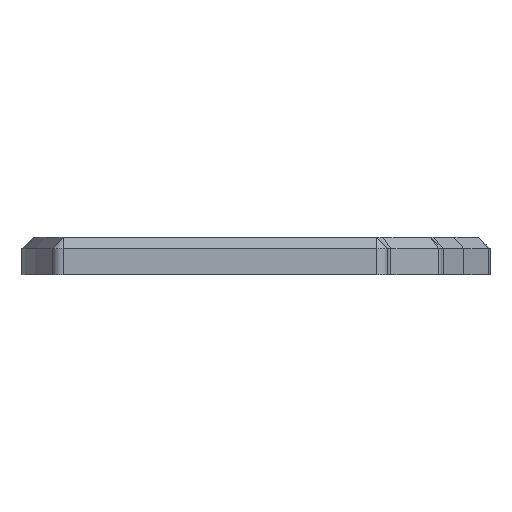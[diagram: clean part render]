
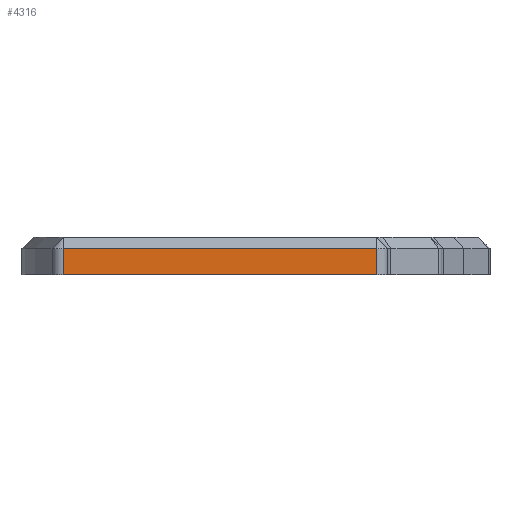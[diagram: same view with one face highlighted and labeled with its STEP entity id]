
A CAD part, left-side view. The second image highlights one B-rep face of the part: STEP entity #4316.
In plain terms, the highlighted planar face has unit normal (-1, 0, 0).
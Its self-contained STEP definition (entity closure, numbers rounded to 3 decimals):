
#440=FACE_OUTER_BOUND('',#700,.T.);
#700=EDGE_LOOP('',(#3921,#3922,#3923,#3924));
#886=LINE('',#5930,#1306);
#1262=LINE('',#7487,#1682);
#1273=LINE('',#7516,#1693);
#1274=LINE('',#7518,#1694);
#1306=VECTOR('',#4752,10.);
#1682=VECTOR('',#5782,10.);
#1693=VECTOR('',#5823,10.);
#1694=VECTOR('',#5826,10.);
#1737=VERTEX_POINT('',#5927);
#1738=VERTEX_POINT('',#5929);
#2101=VERTEX_POINT('',#7483);
#2102=VERTEX_POINT('',#7485);
#2140=EDGE_CURVE('',#1738,#1737,#886,.T.);
#2702=EDGE_CURVE('',#2102,#2101,#1262,.T.);
#2717=EDGE_CURVE('',#2101,#1737,#1273,.T.);
#2718=EDGE_CURVE('',#1738,#2102,#1274,.T.);
#3921=ORIENTED_EDGE('',*,*,#2140,.T.);
#3922=ORIENTED_EDGE('',*,*,#2717,.F.);
#3923=ORIENTED_EDGE('',*,*,#2702,.F.);
#3924=ORIENTED_EDGE('',*,*,#2718,.F.);
#4082=PLANE('',#4687);
#4316=ADVANCED_FACE('',(#440),#4082,.T.);
#4687=AXIS2_PLACEMENT_3D('',#7517,#5824,#5825);
#4752=DIRECTION('',(0.,-1.,0.));
#5782=DIRECTION('',(0.,-1.,0.));
#5823=DIRECTION('',(0.,0.,-1.));
#5824=DIRECTION('center_axis',(-1.,0.,0.));
#5825=DIRECTION('ref_axis',(0.,-1.,0.));
#5826=DIRECTION('',(0.,0.,1.));
#5927=CARTESIAN_POINT('',(3.05,44.15,1.6));
#5929=CARTESIAN_POINT('',(3.05,126.615,1.6));
#5930=CARTESIAN_POINT('',(3.05,102.132,1.6));
#7483=CARTESIAN_POINT('',(3.05,44.15,8.5));
#7485=CARTESIAN_POINT('',(3.05,126.615,8.5));
#7487=CARTESIAN_POINT('',(3.05,102.132,8.5));
#7516=CARTESIAN_POINT('',(3.05,44.15,0.));
#7517=CARTESIAN_POINT('Origin',(3.05,129.003,0.));
#7518=CARTESIAN_POINT('',(3.05,126.615,0.));
